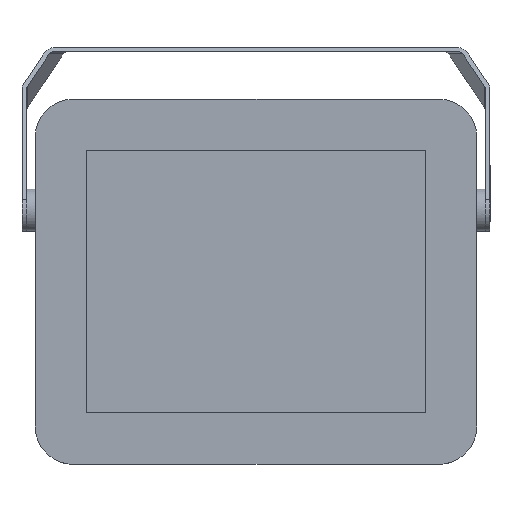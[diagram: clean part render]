
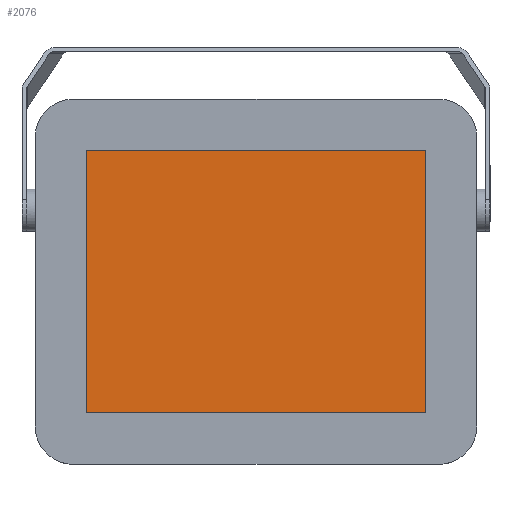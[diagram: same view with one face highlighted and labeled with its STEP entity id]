
A CAD part, top view. The second image highlights one B-rep face of the part: STEP entity #2076.
In plain terms, the highlighted planar face has unit normal (0, 0, 1).
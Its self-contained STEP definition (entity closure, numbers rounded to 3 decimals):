
#45 = EDGE_CURVE ( 'NONE', #2567, #198, #746, .T. ) ;
#66 = EDGE_LOOP ( 'NONE', ( #488, #1560, #362, #1226 ) ) ;
#193 = DIRECTION ( 'NONE',  ( 0., 0., -1. ) ) ;
#198 = VERTEX_POINT ( 'NONE', #2544 ) ;
#263 = VECTOR ( 'NONE', #900, 1000. ) ;
#337 = LINE ( 'NONE', #2241, #2636 ) ;
#356 = CARTESIAN_POINT ( 'NONE',  ( 88.1, -68.1, -2. ) ) ;
#362 = ORIENTED_EDGE ( 'NONE', *, *, #583, .T. ) ;
#434 = CARTESIAN_POINT ( 'NONE',  ( 88.1, -68.1, -2. ) ) ;
#488 = ORIENTED_EDGE ( 'NONE', *, *, #45, .F. ) ;
#583 = EDGE_CURVE ( 'NONE', #1674, #1641, #1077, .T. ) ;
#634 = CARTESIAN_POINT ( 'NONE',  ( -88.1, -68.1, -2. ) ) ;
#724 = CARTESIAN_POINT ( 'NONE',  ( -88.1, -68.1, -2. ) ) ;
#746 = LINE ( 'NONE', #1413, #1248 ) ;
#774 = DIRECTION ( 'NONE',  ( -1., 0., 0. ) ) ;
#900 = DIRECTION ( 'NONE',  ( 1., 0., 0. ) ) ;
#923 = AXIS2_PLACEMENT_3D ( 'NONE', #2029, #193, #774 ) ;
#977 = DIRECTION ( 'NONE',  ( 0., 1., 0. ) ) ;
#1009 = EDGE_CURVE ( 'NONE', #2567, #1674, #2577, .T. ) ;
#1077 = LINE ( 'NONE', #434, #2649 ) ;
#1215 = DIRECTION ( 'NONE',  ( 1., 0., 0. ) ) ;
#1226 = ORIENTED_EDGE ( 'NONE', *, *, #2479, .F. ) ;
#1248 = VECTOR ( 'NONE', #977, 1000. ) ;
#1284 = DIRECTION ( 'NONE',  ( 0., 1., 0. ) ) ;
#1413 = CARTESIAN_POINT ( 'NONE',  ( -88.1, -68.1, -2. ) ) ;
#1521 = PLANE ( 'NONE',  #923 ) ;
#1560 = ORIENTED_EDGE ( 'NONE', *, *, #1009, .T. ) ;
#1641 = VERTEX_POINT ( 'NONE', #2583 ) ;
#1674 = VERTEX_POINT ( 'NONE', #356 ) ;
#2029 = CARTESIAN_POINT ( 'NONE',  ( 0., 0., -2. ) ) ;
#2076 = ADVANCED_FACE ( 'NONE', ( #2587 ), #1521, .F. ) ;
#2241 = CARTESIAN_POINT ( 'NONE',  ( -88.1, 68.1, -2. ) ) ;
#2479 = EDGE_CURVE ( 'NONE', #198, #1641, #337, .T. ) ;
#2544 = CARTESIAN_POINT ( 'NONE',  ( -88.1, 68.1, -2. ) ) ;
#2567 = VERTEX_POINT ( 'NONE', #634 ) ;
#2577 = LINE ( 'NONE', #724, #263 ) ;
#2583 = CARTESIAN_POINT ( 'NONE',  ( 88.1, 68.1, -2. ) ) ;
#2587 = FACE_OUTER_BOUND ( 'NONE', #66, .T. ) ;
#2636 = VECTOR ( 'NONE', #1215, 1000. ) ;
#2649 = VECTOR ( 'NONE', #1284, 1000. ) ;
